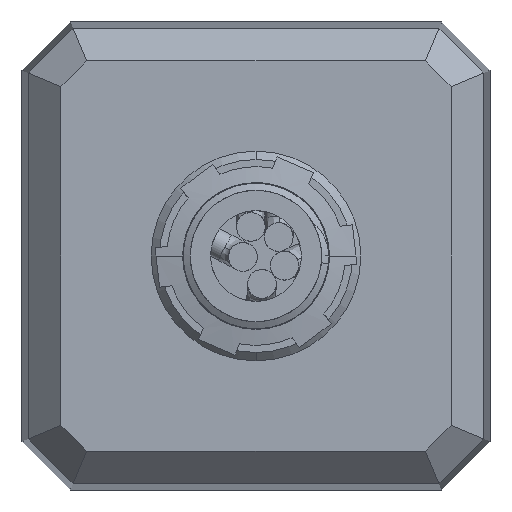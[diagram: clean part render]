
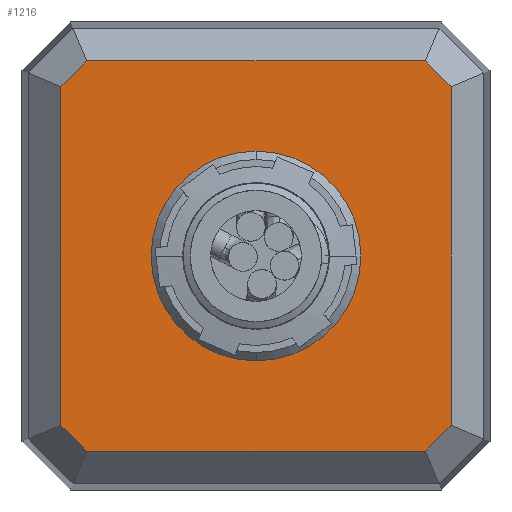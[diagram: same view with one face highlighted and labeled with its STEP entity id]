
A CAD part, front view. The second image highlights one B-rep face of the part: STEP entity #1216.
In plain terms, the highlighted planar face has unit normal (0, -1, 0).
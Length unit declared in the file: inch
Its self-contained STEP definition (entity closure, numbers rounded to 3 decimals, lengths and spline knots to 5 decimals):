
#240 = CARTESIAN_POINT ( 'NONE',  ( -1.395, 0., 1.21153 ) ) ;
#341 = VECTOR ( 'NONE', #2234, 39.37008 ) ;
#571 = CARTESIAN_POINT ( 'NONE',  ( 1.395, 0., -1.21153 ) ) ;
#890 = CARTESIAN_POINT ( 'NONE',  ( -1.21153, 0., 1.395 ) ) ;
#1216 = ADVANCED_FACE ( 'NONE', ( #3607, #15883 ), #7809, .F. ) ;
#1342 = VECTOR ( 'NONE', #10867, 39.37008 ) ;
#1387 = CIRCLE ( 'NONE', #16919, 0.75 ) ;
#2234 = DIRECTION ( 'NONE',  ( 0.707, 0., 0.707 ) ) ;
#2500 = EDGE_CURVE ( 'NONE', #6106, #3551, #10015, .T. ) ;
#2533 = CARTESIAN_POINT ( 'NONE',  ( 1.21153, 0., -1.395 ) ) ;
#2851 = CARTESIAN_POINT ( 'NONE',  ( 1.395, 0., -1.21153 ) ) ;
#3551 = VERTEX_POINT ( 'NONE', #240 ) ;
#3555 = ORIENTED_EDGE ( 'NONE', *, *, #2500, .F. ) ;
#3607 = FACE_BOUND ( 'NONE', #20609, .T. ) ;
#4020 = VERTEX_POINT ( 'NONE', #890 ) ;
#4046 = ORIENTED_EDGE ( 'NONE', *, *, #13998, .F. ) ;
#4336 = CARTESIAN_POINT ( 'NONE',  ( -1.21153, 0., -1.395 ) ) ;
#4790 = CARTESIAN_POINT ( 'NONE',  ( 1.395, 0., 0. ) ) ;
#4813 = CARTESIAN_POINT ( 'NONE',  ( 1.21153, 0., 1.395 ) ) ;
#4840 = AXIS2_PLACEMENT_3D ( 'NONE', #17575, #8120, #19149 ) ;
#5017 = LINE ( 'NONE', #12186, #18205 ) ;
#6106 = VERTEX_POINT ( 'NONE', #15222 ) ;
#6202 = EDGE_CURVE ( 'NONE', #12919, #6106, #10520, .T. ) ;
#6896 = EDGE_CURVE ( 'NONE', #10409, #8642, #13203, .T. ) ;
#7758 = DIRECTION ( 'NONE',  ( 0., 0., 1. ) ) ;
#7809 = PLANE ( 'NONE',  #14922 ) ;
#7833 = EDGE_CURVE ( 'NONE', #4020, #13757, #17586, .T. ) ;
#7856 = CARTESIAN_POINT ( 'NONE',  ( 0., 0., 0. ) ) ;
#8079 = DIRECTION ( 'NONE',  ( 0., 1., 0. ) ) ;
#8120 = DIRECTION ( 'NONE',  ( 0., -1., 0. ) ) ;
#8501 = VECTOR ( 'NONE', #18253, 39.37008 ) ;
#8642 = VERTEX_POINT ( 'NONE', #17966 ) ;
#8667 = VERTEX_POINT ( 'NONE', #571 ) ;
#8788 = ORIENTED_EDGE ( 'NONE', *, *, #14755, .F. ) ;
#9413 = CARTESIAN_POINT ( 'NONE',  ( 0., 0., 0. ) ) ;
#9519 = EDGE_CURVE ( 'NONE', #13546, #8667, #18012, .T. ) ;
#9530 = EDGE_LOOP ( 'NONE', ( #4046, #3555, #13767, #14498, #10732, #18515, #8788, #9830 ) ) ;
#9538 = DIRECTION ( 'NONE',  ( 1., 0., 0. ) ) ;
#9830 = ORIENTED_EDGE ( 'NONE', *, *, #7833, .F. ) ;
#10015 = LINE ( 'NONE', #17997, #8501 ) ;
#10135 = CARTESIAN_POINT ( 'NONE',  ( -1.21153, 0., -1.395 ) ) ;
#10367 = CARTESIAN_POINT ( 'NONE',  ( -1.395, 0., 1.21153 ) ) ;
#10409 = VERTEX_POINT ( 'NONE', #15515 ) ;
#10520 = LINE ( 'NONE', #4336, #1342 ) ;
#10732 = ORIENTED_EDGE ( 'NONE', *, *, #18640, .F. ) ;
#10867 = DIRECTION ( 'NONE',  ( -0.707, 0., 0.707 ) ) ;
#11014 = DIRECTION ( 'NONE',  ( 0., 0., 1. ) ) ;
#11133 = CARTESIAN_POINT ( 'NONE',  ( -1.3068, 0., 1.395 ) ) ;
#11291 = LINE ( 'NONE', #10367, #341 ) ;
#11450 = VECTOR ( 'NONE', #9538, 39.37008 ) ;
#12186 = CARTESIAN_POINT ( 'NONE',  ( 0., 0., -1.395 ) ) ;
#12337 = VECTOR ( 'NONE', #14114, 39.37008 ) ;
#12919 = VERTEX_POINT ( 'NONE', #10135 ) ;
#13129 = EDGE_CURVE ( 'NONE', #8642, #10409, #1387, .T. ) ;
#13203 = CIRCLE ( 'NONE', #4840, 0.75 ) ;
#13528 = VERTEX_POINT ( 'NONE', #2533 ) ;
#13546 = VERTEX_POINT ( 'NONE', #16936 ) ;
#13757 = VERTEX_POINT ( 'NONE', #4813 ) ;
#13767 = ORIENTED_EDGE ( 'NONE', *, *, #6202, .F. ) ;
#13951 = VECTOR ( 'NONE', #18887, 39.37008 ) ;
#13998 = EDGE_CURVE ( 'NONE', #3551, #4020, #11291, .T. ) ;
#14052 = ORIENTED_EDGE ( 'NONE', *, *, #13129, .F. ) ;
#14114 = DIRECTION ( 'NONE',  ( -0.707, 0., -0.707 ) ) ;
#14498 = ORIENTED_EDGE ( 'NONE', *, *, #20218, .F. ) ;
#14755 = EDGE_CURVE ( 'NONE', #13757, #13546, #18120, .T. ) ;
#14922 = AXIS2_PLACEMENT_3D ( 'NONE', #7856, #8079, #7758 ) ;
#15155 = DIRECTION ( 'NONE',  ( -1., 0., 0. ) ) ;
#15222 = CARTESIAN_POINT ( 'NONE',  ( -1.395, 0., -1.21153 ) ) ;
#15515 = CARTESIAN_POINT ( 'NONE',  ( 0., 0., 0.75 ) ) ;
#15883 = FACE_OUTER_BOUND ( 'NONE', #9530, .T. ) ;
#16919 = AXIS2_PLACEMENT_3D ( 'NONE', #9413, #20420, #11014 ) ;
#16936 = CARTESIAN_POINT ( 'NONE',  ( 1.395, 0., 1.21153 ) ) ;
#17016 = VECTOR ( 'NONE', #17474, 39.37008 ) ;
#17321 = CARTESIAN_POINT ( 'NONE',  ( 1.21153, 0., 1.395 ) ) ;
#17474 = DIRECTION ( 'NONE',  ( 0., 0., -1. ) ) ;
#17575 = CARTESIAN_POINT ( 'NONE',  ( 0., 0., 0. ) ) ;
#17586 = LINE ( 'NONE', #11133, #11450 ) ;
#17966 = CARTESIAN_POINT ( 'NONE',  ( 0., 0., -0.75 ) ) ;
#17973 = ORIENTED_EDGE ( 'NONE', *, *, #6896, .F. ) ;
#17997 = CARTESIAN_POINT ( 'NONE',  ( -1.395, 0., 0. ) ) ;
#18012 = LINE ( 'NONE', #4790, #17016 ) ;
#18120 = LINE ( 'NONE', #17321, #13951 ) ;
#18205 = VECTOR ( 'NONE', #15155, 39.37008 ) ;
#18253 = DIRECTION ( 'NONE',  ( 0., 0., 1. ) ) ;
#18515 = ORIENTED_EDGE ( 'NONE', *, *, #9519, .F. ) ;
#18640 = EDGE_CURVE ( 'NONE', #8667, #13528, #19740, .T. ) ;
#18887 = DIRECTION ( 'NONE',  ( 0.707, 0., -0.707 ) ) ;
#19149 = DIRECTION ( 'NONE',  ( 0., 0., 1. ) ) ;
#19740 = LINE ( 'NONE', #2851, #12337 ) ;
#20218 = EDGE_CURVE ( 'NONE', #13528, #12919, #5017, .T. ) ;
#20420 = DIRECTION ( 'NONE',  ( 0., -1., 0. ) ) ;
#20609 = EDGE_LOOP ( 'NONE', ( #17973, #14052 ) ) ;
